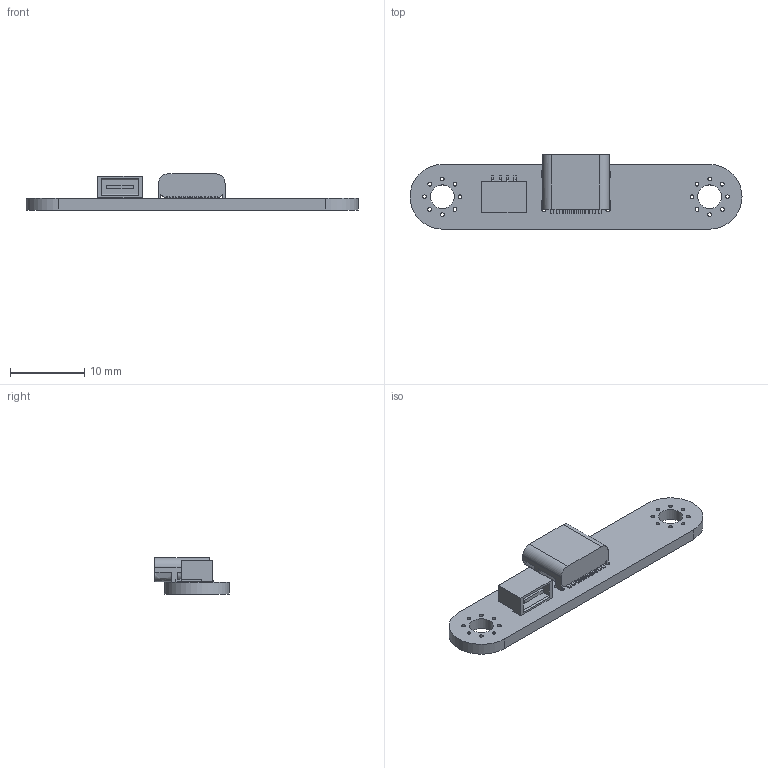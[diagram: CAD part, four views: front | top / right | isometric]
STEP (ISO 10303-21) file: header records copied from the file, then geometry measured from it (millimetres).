
FILE_DESCRIPTION(('KiCad electronic assembly'),'2;1');
FILE_NAME('Unified-Daughterboard.step','2022-08-14T01:22:39',('Pcbnew'), ('Kicad'),'Open CASCADE STEP processor 7.5','KiCad to STEP converter', 'Unknown');
FILE_SCHEMA(('AUTOMOTIVE_DESIGN { 1 0 10303 214 1 1 1 1 }'));
Length unit declared in the file: millimetre
Products named in the file (6): Unified-Daughterboard 1; JST-SR-4; SOLID; HRO-TYPE-C-31-M-12; Unified-Daughterboard PCB
Assembly tree (5 placements, depth 3):
  Unified-Daughterboard 1
    JST-SR-4
      SOLID
    HRO-TYPE-C-31-M-12
      SOLID
    Unified-Daughterboard PCB
Bounding box: 44.7 x 9.99 x 4.86 mm (x, y, z)
Volume: 706.8 mm3; surface area: 1576.9 mm2
Topology: 3 solids, 3 shells, 222 faces, 610 edges, 400 vertices
Faces by surface type: bspline 180, cylinder 30, plane 12
Full cylindrical faces by diameter (mm): 0.5 x16, 0.65 x2, 3.2 x2
Entity records: 14121 total; most frequent: CARTESIAN_POINT 5300, B_SPLINE_CURVE_WITH_KNOTS 1344, ORIENTED_EDGE 1220, PCURVE 1220, DEFINITIONAL_REPRESENTATION 1220, EDGE_CURVE 610, SURFACE_CURVE 586, DIRECTION 456
